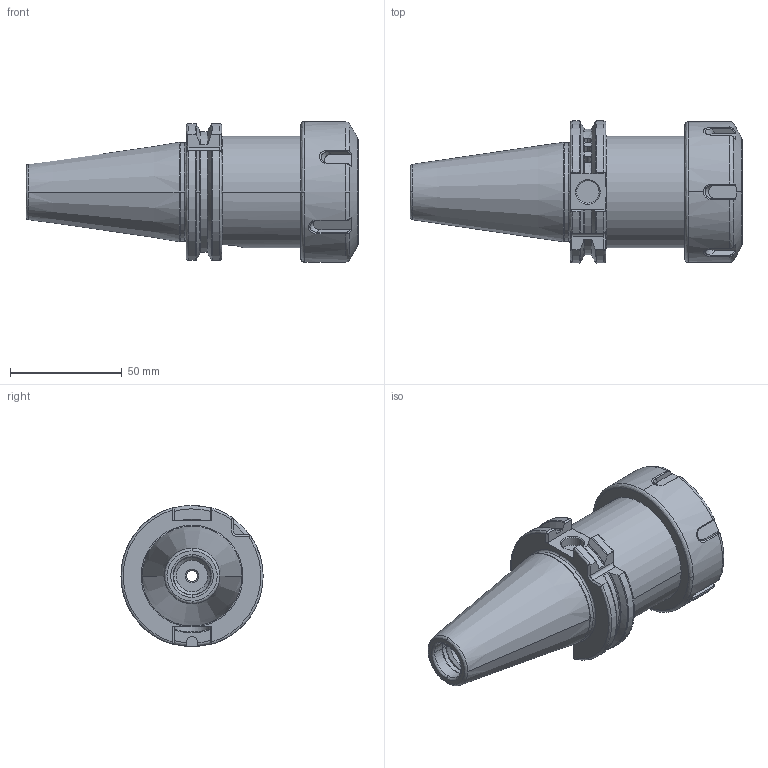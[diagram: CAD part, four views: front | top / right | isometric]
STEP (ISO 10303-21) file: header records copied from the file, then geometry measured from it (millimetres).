
FILE_DESCRIPTION (( 'STEP AP203' ), '1' );
FILE_NAME ('04-1376.STEP', '2023-10-06T21:59:09', ( '' ), ( '' ), 'SwSTEP 2.0', 'SolidWorks 2022', '' );
FILE_SCHEMA (( 'CONFIG_CONTROL_DESIGN' ));
Length unit declared in the file: inch
Products named in the file (4): 04-1376; _X2_91D16770_X0_   ER40UM   _X2_5355504F5FC3538B5E3D_X0__1; M28x1.5x12(_X2_901A5B54_X0_5)_1; SK40-ER40-80(_X2_5F2096E86674_X0_)
Assembly tree (3 placements, depth 2):
  04-1376
    SK40-ER40-80(_X2_5F2096E86674_X0_)
    _X2_91D16770_X0_   ER40UM   _X2_5355504F5FC3538B5E3D_X0__1
    M28x1.5x12(_X2_901A5B54_X0_5)_1
Bounding box: 148.4 x 63.52 x 63 mm (x, y, z)
Volume: 167879.9 mm3; surface area: 48965.8 mm2
Topology: 3 solids, 3 shells, 323 faces, 855 edges, 535 vertices
Faces by surface type: bspline 120, plane 89, cone 58, cylinder 56
Entity records: 16730 total; most frequent: CARTESIAN_POINT 9137, ORIENTED_EDGE 1694, DIRECTION 1218, EDGE_CURVE 847, VERTEX_POINT 535, AXIS2_PLACEMENT_3D 433, VECTOR 352, LINE 352
